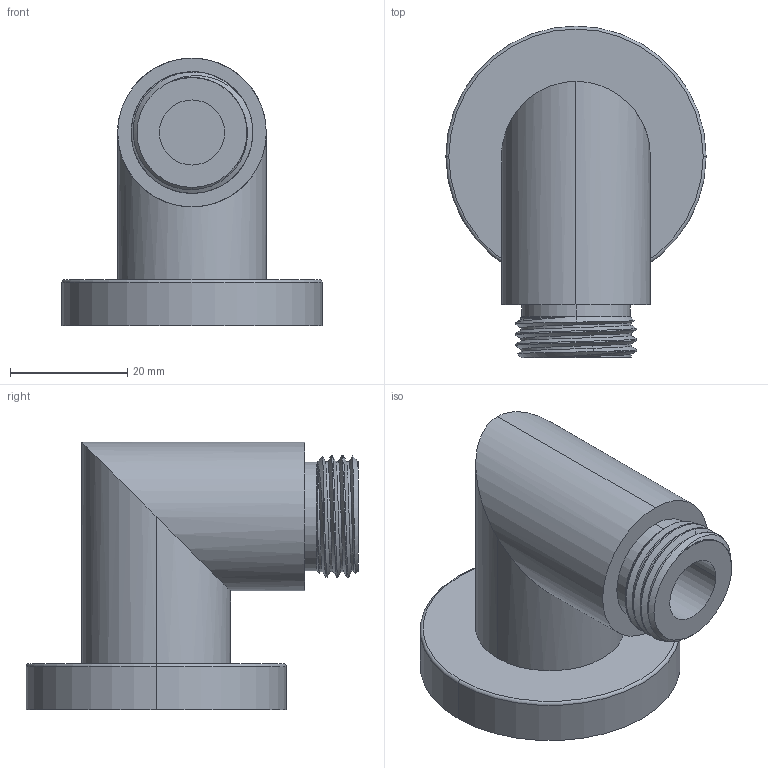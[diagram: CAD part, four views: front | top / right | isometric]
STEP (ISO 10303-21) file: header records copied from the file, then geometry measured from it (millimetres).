
FILE_DESCRIPTION((''),'2;1');
FILE_NAME('285-5','2024-11-13T09:18:13',('rsmith'),(''),'CREO PARAMETRIC BY PTC INC, 2023134','CREO PARAMETRIC BY PTC INC, 2023134','');
FILE_SCHEMA(('CONFIG_CONTROL_DESIGN'));
Length unit declared in the file: inch
Products named in the file (1): 285-5
Bounding box: 44.45 x 56.69 x 45.72 mm (x, y, z)
Volume: 37145.2 mm3; surface area: 10219.8 mm2
Topology: 1 solids, 1 shells, 31 faces, 72 edges, 46 vertices
Faces by surface type: cylinder 14, bspline 6, plane 5, cone 4, torus 2
Entity records: 2197 total; most frequent: CARTESIAN_POINT 1489, ORIENTED_EDGE 144, DIRECTION 124, EDGE_CURVE 72, AXIS2_PLACEMENT_3D 52, VERTEX_POINT 46, EDGE_LOOP 34, FACE_OUTER_BOUND 31
